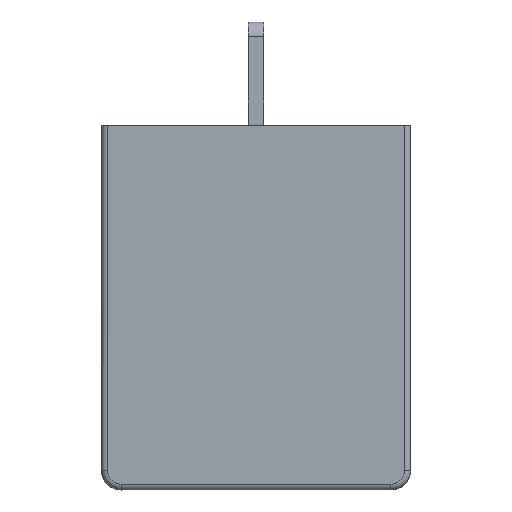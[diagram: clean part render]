
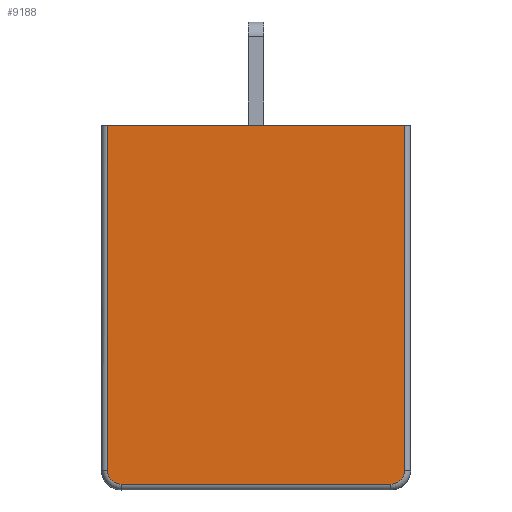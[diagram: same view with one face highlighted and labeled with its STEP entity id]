
A CAD part, front view. The second image highlights one B-rep face of the part: STEP entity #9188.
In plain terms, the highlighted planar face has unit normal (0, -1, -0.014).
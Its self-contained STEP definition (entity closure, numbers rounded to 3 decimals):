
#1154=CARTESIAN_POINT('',(15.6,-20.8,
-0.002));
#1156=DIRECTION('',(-1.,0.,0.));
#1157=VECTOR('',#1156,15.);
#1158=CARTESIAN_POINT('',(15.6,-20.8,
-0.002));
#1159=LINE('',#1158,#1157);
#1248=DIRECTION('',(0.,0.014,-1.));
#1249=VECTOR('',#1248,17.406);
#1250=CARTESIAN_POINT('',(0.6,-20.8,
-0.002));
#1251=LINE('',#1250,#1249);
#1252=CARTESIAN_POINT('',(14.9,-20.562,
-17.406));
#1253=DIRECTION('',(0.,1.,0.014));
#1254=DIRECTION('',(1.,0.,0.));
#1255=AXIS2_PLACEMENT_3D('',#1252,#1253,#1254);
#1257=CARTESIAN_POINT('',(1.3,-20.562,
-17.406));
#1258=DIRECTION('',(0.,1.,0.014));
#1259=DIRECTION('',(0.,0.014,-1.));
#1260=AXIS2_PLACEMENT_3D('',#1257,#1258,#1259);
#1262=DIRECTION('',(0.,-0.014,1.));
#1263=VECTOR('',#1262,17.406);
#1264=CARTESIAN_POINT('',(15.6,-20.562,
-17.406));
#1265=LINE('',#1264,#1263);
#1300=DIRECTION('',(1.,0.,0.));
#1301=VECTOR('',#1300,13.6);
#1302=CARTESIAN_POINT('',(1.3,-20.553,
-18.106));
#1303=LINE('',#1302,#1301);
#8177=VERTEX_POINT('',#1154);
#8178=CARTESIAN_POINT('',(0.6,-20.8,
-0.002));
#8179=VERTEX_POINT('',#8178);
#8190=CARTESIAN_POINT('',(0.6,-20.562,
-17.406));
#8191=VERTEX_POINT('',#8190);
#8192=CARTESIAN_POINT('',(15.6,-20.562,
-17.406));
#8193=VERTEX_POINT('',#8192);
#8194=CARTESIAN_POINT('',(14.9,-20.553,
-18.106));
#8195=VERTEX_POINT('',#8194);
#8196=CARTESIAN_POINT('',(1.3,-20.553,
-18.106));
#8197=VERTEX_POINT('',#8196);
#9171=CARTESIAN_POINT('',(8.1,-20.677,
-9.004));
#9172=DIRECTION('',(0.,1.,0.014));
#9173=DIRECTION('',(0.,0.014,-1.));
#9174=AXIS2_PLACEMENT_3D('',#9171,#9172,#9173);
#9175=PLANE('',#9174);
#9176=ORIENTED_EDGE('',*,*,#9163,.F.);
#9177=ORIENTED_EDGE('',*,*,#9065,.F.);
#9179=ORIENTED_EDGE('',*,*,#9178,.F.);
#9181=ORIENTED_EDGE('',*,*,#9180,.T.);
#9183=ORIENTED_EDGE('',*,*,#9182,.F.);
#9185=ORIENTED_EDGE('',*,*,#9184,.T.);
#9186=EDGE_LOOP('',(#9176,#9177,#9179,#9181,#9183,#9185));
#9187=FACE_OUTER_BOUND('',#9186,.F.);
#1256=CIRCLE('',#1255,0.7);
#1261=CIRCLE('',#1260,0.7);
#9065=EDGE_CURVE('',#8177,#8179,#1159,.T.);
#9163=EDGE_CURVE('',#8179,#8191,#1251,.T.);
#9178=EDGE_CURVE('',#8193,#8177,#1265,.T.);
#9180=EDGE_CURVE('',#8193,#8195,#1256,.T.);
#9182=EDGE_CURVE('',#8197,#8195,#1303,.T.);
#9184=EDGE_CURVE('',#8197,#8191,#1261,.T.);
#9188=ADVANCED_FACE('',(#9187),#9175,.F.);
